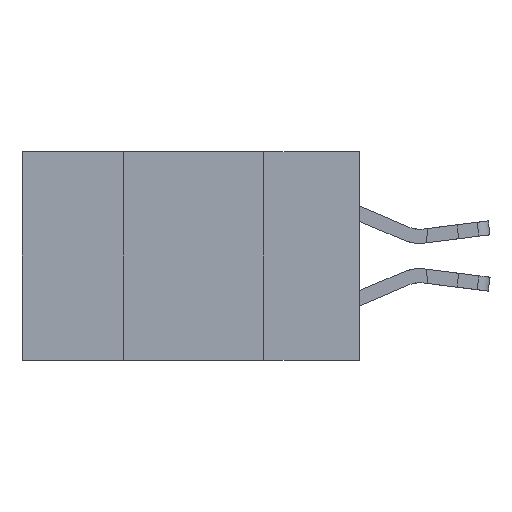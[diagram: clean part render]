
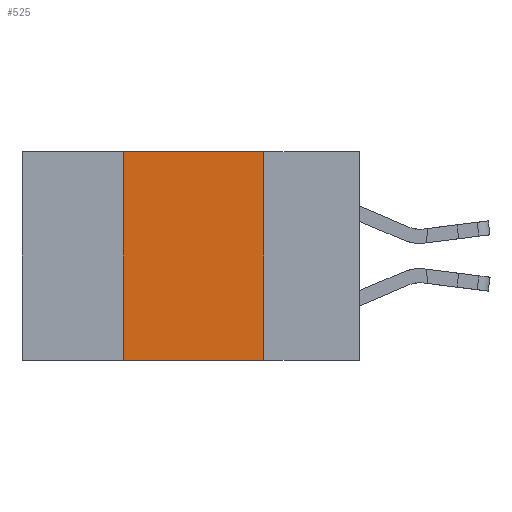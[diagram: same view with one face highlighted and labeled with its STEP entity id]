
A CAD part, left-side view. The second image highlights one B-rep face of the part: STEP entity #525.
In plain terms, the highlighted planar face has unit normal (-1, 0, 0).
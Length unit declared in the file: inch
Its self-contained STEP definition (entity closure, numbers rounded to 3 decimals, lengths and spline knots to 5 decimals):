
#279 = VECTOR ( 'NONE', #7809, 39.37008 ) ;
#413 = VERTEX_POINT ( 'NONE', #14240 ) ;
#525 = ADVANCED_FACE ( 'NONE', ( #18843 ), #10807, .F. ) ;
#540 = VERTEX_POINT ( 'NONE', #8805 ) ;
#951 = CARTESIAN_POINT ( 'NONE',  ( 0., 0.17, 0. ) ) ;
#1291 = AXIS2_PLACEMENT_3D ( 'NONE', #12089, #9864, #9712 ) ;
#1654 = VECTOR ( 'NONE', #2506, 39.37008 ) ;
#1742 = VERTEX_POINT ( 'NONE', #8200 ) ;
#2261 = VECTOR ( 'NONE', #16372, 39.37008 ) ;
#2506 = DIRECTION ( 'NONE',  ( 0., 0., -1. ) ) ;
#2949 = ORIENTED_EDGE ( 'NONE', *, *, #8020, .T. ) ;
#4763 = CARTESIAN_POINT ( 'NONE',  ( 0., 0.6, -0.37 ) ) ;
#6149 = VECTOR ( 'NONE', #15766, 39.37008 ) ;
#6168 = CARTESIAN_POINT ( 'NONE',  ( 0., 0.42, 0. ) ) ;
#6232 = LINE ( 'NONE', #6168, #2261 ) ;
#6646 = EDGE_CURVE ( 'NONE', #1742, #540, #6232, .T. ) ;
#6896 = ORIENTED_EDGE ( 'NONE', *, *, #8731, .F. ) ;
#7007 = CARTESIAN_POINT ( 'NONE',  ( 0., 0.6, 0. ) ) ;
#7379 = CARTESIAN_POINT ( 'NONE',  ( 0., 0.17, -0.37 ) ) ;
#7809 = DIRECTION ( 'NONE',  ( 0., -1., 0. ) ) ;
#8020 = EDGE_CURVE ( 'NONE', #1742, #16159, #8279, .T. ) ;
#8200 = CARTESIAN_POINT ( 'NONE',  ( 0., 0.42, -0.37 ) ) ;
#8279 = LINE ( 'NONE', #4763, #279 ) ;
#8731 = EDGE_CURVE ( 'NONE', #540, #413, #9647, .T. ) ;
#8805 = CARTESIAN_POINT ( 'NONE',  ( 0., 0.42, 0. ) ) ;
#9221 = ORIENTED_EDGE ( 'NONE', *, *, #6646, .F. ) ;
#9647 = LINE ( 'NONE', #7007, #6149 ) ;
#9712 = DIRECTION ( 'NONE',  ( 0., 0., -1. ) ) ;
#9864 = DIRECTION ( 'NONE',  ( 1., 0., 0. ) ) ;
#10372 = ORIENTED_EDGE ( 'NONE', *, *, #11739, .F. ) ;
#10807 = PLANE ( 'NONE',  #1291 ) ;
#11739 = EDGE_CURVE ( 'NONE', #413, #16159, #17289, .T. ) ;
#12089 = CARTESIAN_POINT ( 'NONE',  ( 0., 0.6, 0. ) ) ;
#13181 = EDGE_LOOP ( 'NONE', ( #10372, #6896, #9221, #2949 ) ) ;
#14240 = CARTESIAN_POINT ( 'NONE',  ( 0., 0.17, 0. ) ) ;
#15766 = DIRECTION ( 'NONE',  ( 0., -1., 0. ) ) ;
#16159 = VERTEX_POINT ( 'NONE', #7379 ) ;
#16372 = DIRECTION ( 'NONE',  ( 0., 0., 1. ) ) ;
#17289 = LINE ( 'NONE', #951, #1654 ) ;
#18843 = FACE_OUTER_BOUND ( 'NONE', #13181, .T. ) ;
